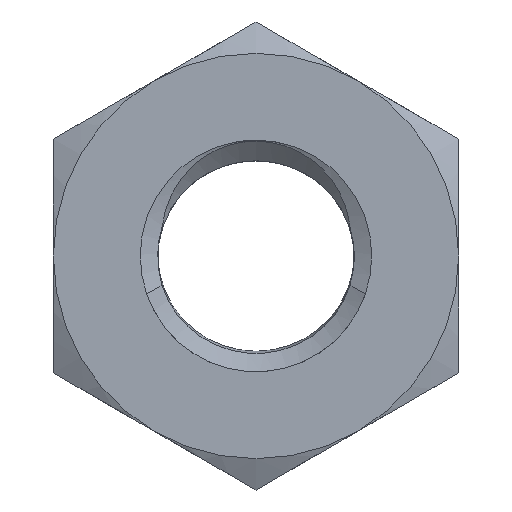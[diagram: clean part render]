
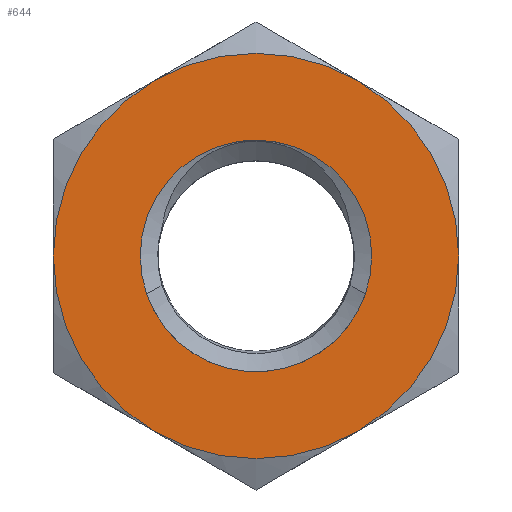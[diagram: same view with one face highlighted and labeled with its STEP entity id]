
A CAD part, front view. The second image highlights one B-rep face of the part: STEP entity #644.
In plain terms, the highlighted planar face has unit normal (0, -1, 0).
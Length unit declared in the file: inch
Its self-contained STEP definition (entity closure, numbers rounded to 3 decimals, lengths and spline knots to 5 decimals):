
#62=PLANE('',#724);
#101=FACE_BOUND('',#227,.T.);
#133=CIRCLE('',#723,0.21875);
#134=CIRCLE('',#725,0.21875);
#135=CIRCLE('',#726,0.21875);
#136=CIRCLE('',#727,0.21875);
#137=CIRCLE('',#728,0.21875);
#138=CIRCLE('',#729,0.21875);
#139=CIRCLE('',#730,0.125);
#140=CIRCLE('',#731,0.125);
#168=FACE_OUTER_BOUND('',#226,.T.);
#226=EDGE_LOOP('',(#515,#516,#517,#518,#519,#520));
#227=EDGE_LOOP('',(#521,#522));
#320=VERTEX_POINT('',#1095);
#323=VERTEX_POINT('',#1112);
#326=VERTEX_POINT('',#1129);
#329=VERTEX_POINT('',#1146);
#332=VERTEX_POINT('',#1163);
#333=VERTEX_POINT('',#1174);
#334=VERTEX_POINT('',#1189);
#335=VERTEX_POINT('',#1190);
#408=EDGE_CURVE('',#333,#320,#133,.T.);
#409=EDGE_CURVE('',#332,#333,#134,.T.);
#410=EDGE_CURVE('',#329,#332,#135,.T.);
#411=EDGE_CURVE('',#326,#329,#136,.T.);
#412=EDGE_CURVE('',#323,#326,#137,.T.);
#413=EDGE_CURVE('',#320,#323,#138,.T.);
#414=EDGE_CURVE('',#334,#335,#139,.T.);
#415=EDGE_CURVE('',#335,#334,#140,.T.);
#515=ORIENTED_EDGE('',*,*,#408,.F.);
#516=ORIENTED_EDGE('',*,*,#409,.F.);
#517=ORIENTED_EDGE('',*,*,#410,.F.);
#518=ORIENTED_EDGE('',*,*,#411,.F.);
#519=ORIENTED_EDGE('',*,*,#412,.F.);
#520=ORIENTED_EDGE('',*,*,#413,.F.);
#521=ORIENTED_EDGE('',*,*,#414,.F.);
#522=ORIENTED_EDGE('',*,*,#415,.F.);
#644=ADVANCED_FACE('',(#168,#101),#62,.F.);
#723=AXIS2_PLACEMENT_3D('',#1182,#857,#858);
#724=AXIS2_PLACEMENT_3D('',#1183,#859,#860);
#725=AXIS2_PLACEMENT_3D('',#1184,#861,#862);
#726=AXIS2_PLACEMENT_3D('',#1185,#863,#864);
#727=AXIS2_PLACEMENT_3D('',#1186,#865,#866);
#728=AXIS2_PLACEMENT_3D('',#1187,#867,#868);
#729=AXIS2_PLACEMENT_3D('',#1188,#869,#870);
#730=AXIS2_PLACEMENT_3D('',#1191,#871,#872);
#731=AXIS2_PLACEMENT_3D('',#1192,#873,#874);
#857=DIRECTION('center_axis',(0.,1.,0.));
#858=DIRECTION('ref_axis',(-0.5,0.,0.866));
#859=DIRECTION('center_axis',(0.,1.,0.));
#860=DIRECTION('ref_axis',(0.,0.,1.));
#861=DIRECTION('center_axis',(0.,1.,0.));
#862=DIRECTION('ref_axis',(-1.,0.,0.));
#863=DIRECTION('center_axis',(0.,1.,0.));
#864=DIRECTION('ref_axis',(-0.5,0.,-0.866));
#865=DIRECTION('center_axis',(0.,1.,0.));
#866=DIRECTION('ref_axis',(0.,0.,-1.));
#867=DIRECTION('center_axis',(0.,1.,0.));
#868=DIRECTION('ref_axis',(1.,0.,0.));
#869=DIRECTION('center_axis',(0.,1.,0.));
#870=DIRECTION('ref_axis',(0.5,0.,0.866));
#871=DIRECTION('center_axis',(0.,-1.,0.));
#872=DIRECTION('ref_axis',(0.,0.,1.));
#873=DIRECTION('center_axis',(0.,-1.,0.));
#874=DIRECTION('ref_axis',(-0.944,0.,-0.33));
#1095=CARTESIAN_POINT('',(0.10938,0.,0.18944));
#1112=CARTESIAN_POINT('',(0.21875,0.,0.));
#1129=CARTESIAN_POINT('',(0.10938,0.,-0.18944));
#1146=CARTESIAN_POINT('',(-0.10938,0.,-0.18944));
#1163=CARTESIAN_POINT('',(-0.21875,0.,0.));
#1174=CARTESIAN_POINT('',(-0.10938,0.,0.18944));
#1182=CARTESIAN_POINT('Origin',(0.,0.,0.));
#1183=CARTESIAN_POINT('Origin',(-0.21875,0.,-0.37889));
#1184=CARTESIAN_POINT('Origin',(0.,0.,0.));
#1185=CARTESIAN_POINT('Origin',(0.,0.,0.));
#1186=CARTESIAN_POINT('Origin',(0.,0.,0.));
#1187=CARTESIAN_POINT('Origin',(0.,0.,0.));
#1188=CARTESIAN_POINT('Origin',(0.,0.,0.));
#1189=CARTESIAN_POINT('',(0.11801,0.,-0.04122));
#1190=CARTESIAN_POINT('',(-0.11801,0.,-0.04122));
#1191=CARTESIAN_POINT('Origin',(0.,0.,0.));
#1192=CARTESIAN_POINT('Origin',(0.,0.,0.));
